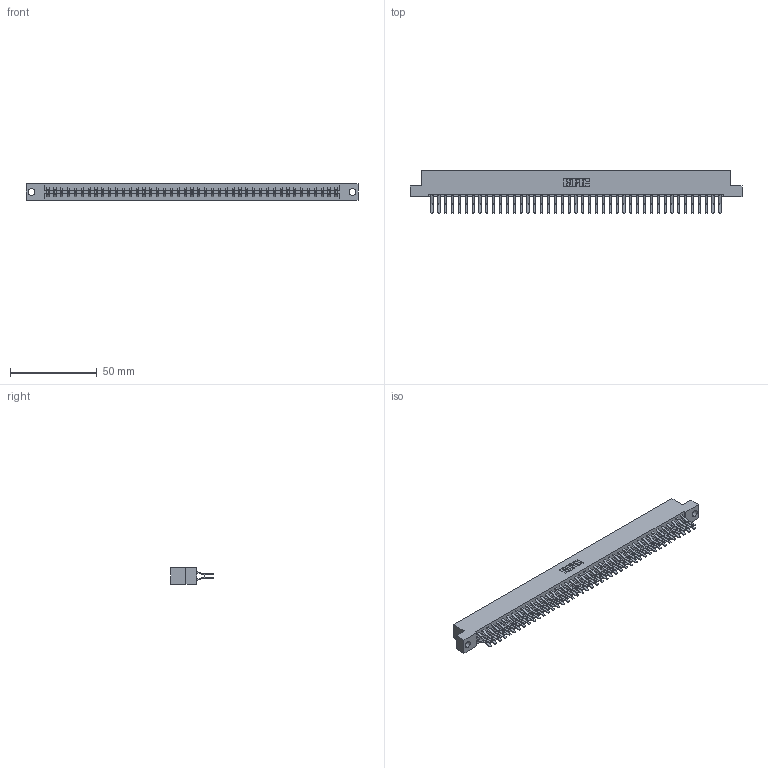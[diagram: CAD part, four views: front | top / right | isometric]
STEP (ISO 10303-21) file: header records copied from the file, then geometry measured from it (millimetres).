
FILE_DESCRIPTION (( 'STEP AP203' ), '1' );
FILE_NAME ('333-086-560-204.STEP', '2018-08-05T07:06:45', ( '' ), ( '' ), 'SwSTEP 2.0', 'SolidWorks 2016', '' );
FILE_SCHEMA (( 'CONFIG_CONTROL_DESIGN' ));
Length unit declared in the file: inch
Products named in the file (3): 333 Part_Flush - .156 Dia - TH; 345-292-001_560 Tail; 333-086-560-204
Assembly tree (87 placements, depth 2):
  333-086-560-204
    333 Part_Flush - .156 Dia - TH
    345-292-001_560 Tail  x86
Bounding box: 191.92 x 24.78 x 9.4 mm (x, y, z)
Volume: 20079.4 mm3; surface area: 25157 mm2
Topology: 87 solids, 87 shells, 4758 faces, 14157 edges, 9322 vertices
Faces by surface type: plane 3166, cylinder 1592
Entity records: 27625 total; most frequent: CARTESIAN_POINT 4578, ORIENTED_EDGE 4514, DIRECTION 3913, EDGE_CURVE 2257, LINE 2125, VECTOR 2125, VERTEX_POINT 1502, AXIS2_PLACEMENT_3D 894
